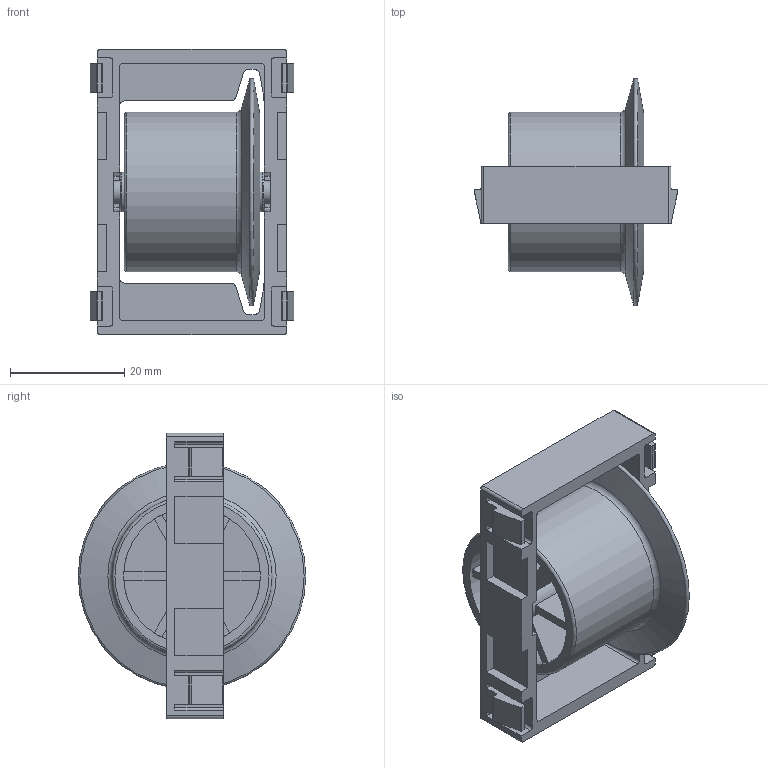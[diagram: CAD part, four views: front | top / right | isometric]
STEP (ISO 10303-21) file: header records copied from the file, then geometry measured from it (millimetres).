
FILE_DESCRIPTION(/* description */ ('STEP AP214'),/* implementation_level */ '2;1');
FILE_NAME(/* name */ '1025911.stp',/* time_stamp */ '2024-07-03T10:05:43+02:00',/* author */ ('Bo'),/* organization */ ('CADENAS'),/* preprocessor_version */ 'ST-DEVELOPER v20',/* originating_system */ 'Autodesk Inventor 2025',/* authorisation */ ' ');
FILE_SCHEMA (('AUTOMOTIVE_DESIGN { 1 0 10303 214 3 1 1 }'));
Length unit declared in the file: millimetre
Products named in the file (4): 1025911; 1025911-1; 1025911-2; 1025911-3
Assembly tree (3 placements, depth 2):
  1025911
    1025911-1
    1025911-2
    1025911-3
Bounding box: 35.71 x 39.89 x 50 mm (x, y, z)
Volume: 12619.3 mm3; surface area: 14631.6 mm2
Topology: 3 solids, 3 shells, 225 faces, 640 edges, 423 vertices
Faces by surface type: plane 152, cylinder 63, torus 6, cone 4
Full cylindrical faces by diameter (mm): 4 x1, 4.2 x1, 7 x2, 24 x2, 28 x1
Entity records: 7519 total; most frequent: DIRECTION 1297, CARTESIAN_POINT 1295, ORIENTED_EDGE 1280, EDGE_CURVE 640, LINE 447, VECTOR 447, AXIS2_PLACEMENT_3D 425, VERTEX_POINT 423
